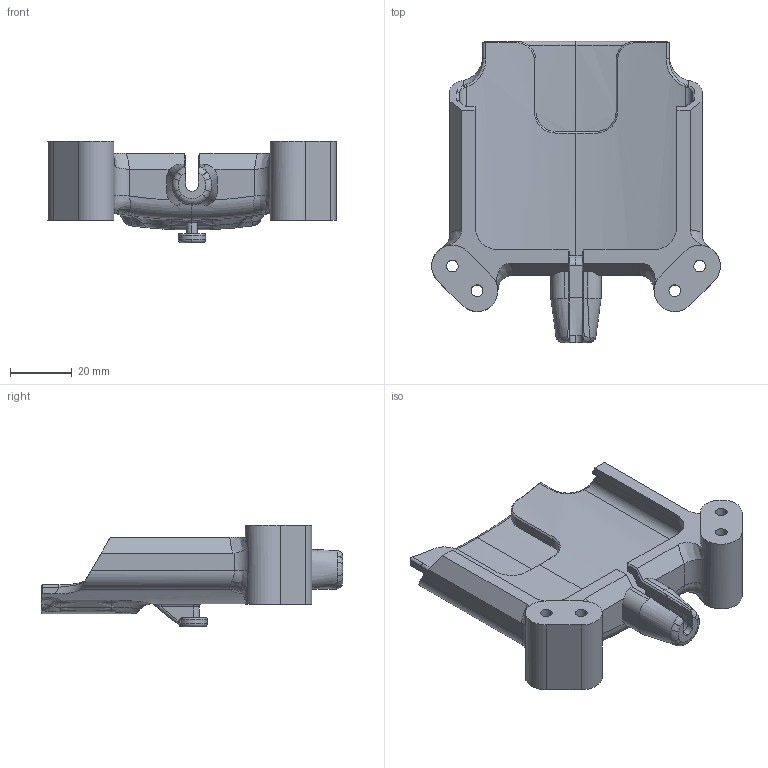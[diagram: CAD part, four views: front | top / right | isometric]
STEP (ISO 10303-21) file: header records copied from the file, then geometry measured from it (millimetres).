
FILE_DESCRIPTION (( 'STEP AP214' ), '1' );
FILE_NAME ('8699-16-329 rA.01 Phone Holder Btm.STEP', '2017-02-09T20:11:16', ( 'George Riehm' ), ( 'Toshiba' ), 'SwSTEP 2.0', 'SolidWorks 2016', '' );
FILE_SCHEMA (( 'AUTOMOTIVE_DESIGN' ));
Length unit declared in the file: inch
Products named in the file (1): 8699-16-329 rA.01 Phone Holder Btm
Bounding box: 93.45 x 97.56 x 32.96 mm (x, y, z)
Volume: 43403.6 mm3; surface area: 24658.1 mm2
Topology: 1 solids, 1 shells, 236 faces, 624 edges, 390 vertices
Faces by surface type: bspline 72, cylinder 71, plane 70, torus 14, cone 7, sphere 2
Entity records: 18119 total; most frequent: CARTESIAN_POINT 12828, ORIENTED_EDGE 1248, DIRECTION 925, EDGE_CURVE 624, VERTEX_POINT 390, AXIS2_PLACEMENT_3D 350, EDGE_LOOP 244, ADVANCED_FACE 236
